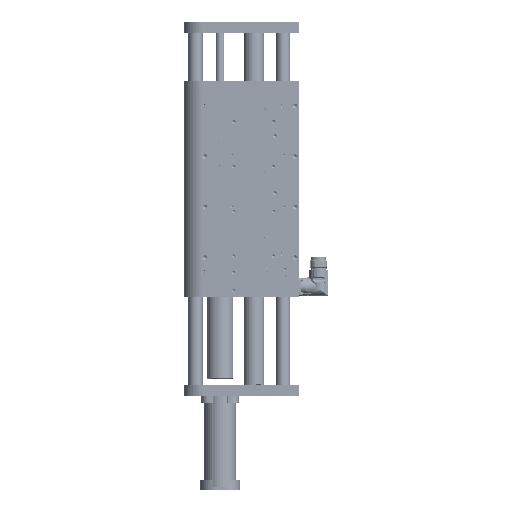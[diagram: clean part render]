
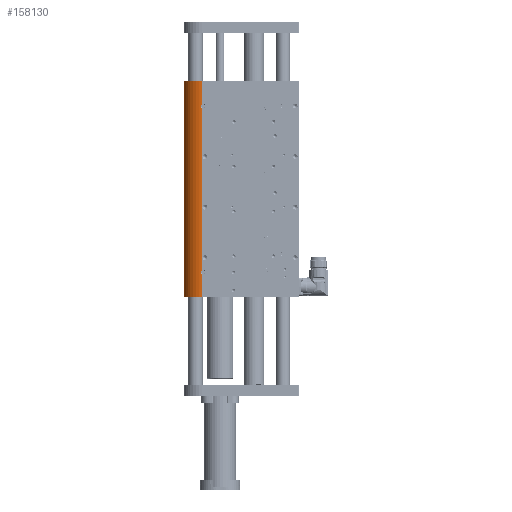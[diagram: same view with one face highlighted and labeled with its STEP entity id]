
A CAD part, left-side view. The second image highlights one B-rep face of the part: STEP entity #158130.
In plain terms, the highlighted cylindrical face has radius 25 mm (diameter 50 mm), a partial arc.
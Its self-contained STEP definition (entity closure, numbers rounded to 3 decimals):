
#1193 = CIRCLE ( 'NONE', #156160, 25. ) ;
#1261 = CARTESIAN_POINT ( 'NONE',  ( 25., 72., 0. ) ) ;
#1543 = CARTESIAN_POINT ( 'NONE',  ( -24.982, 72.964, 266.244 ) ) ;
#2345 = CARTESIAN_POINT ( 'NONE',  ( -24.982, 72.963, 262.756 ) ) ;
#5915 = CARTESIAN_POINT ( 'NONE',  ( -25., 72., 261.873 ) ) ;
#6736 = ORIENTED_EDGE ( 'NONE', *, *, #151784, .T. ) ;
#12807 = CARTESIAN_POINT ( 'NONE',  ( 0., 72., 299. ) ) ;
#14520 = ORIENTED_EDGE ( 'NONE', *, *, #137322, .F. ) ;
#15128 = VERTEX_POINT ( 'NONE', #31163 ) ;
#15683 = AXIS2_PLACEMENT_3D ( 'NONE', #156206, #43578, #144673 ) ;
#20006 = DIRECTION ( 'NONE',  ( 0., 0., -1. ) ) ;
#20773 = CARTESIAN_POINT ( 'NONE',  ( -25., 72., 37.127 ) ) ;
#24576 = VECTOR ( 'NONE', #31545, 1000. ) ;
#26167 = ORIENTED_EDGE ( 'NONE', *, *, #145774, .F. ) ;
#27073 = CARTESIAN_POINT ( 'NONE',  ( -24.997, 72.441, 266.831 ) ) ;
#28679 = CARTESIAN_POINT ( 'NONE',  ( -24.965, 73.317, 265.537 ) ) ;
#30705 = CARTESIAN_POINT ( 'NONE',  ( -24.956, 73.481, 34.632 ) ) ;
#31163 = CARTESIAN_POINT ( 'NONE',  ( -25., 72., 31.873 ) ) ;
#31544 = CARTESIAN_POINT ( 'NONE',  ( -24.971, 73.22, 33.218 ) ) ;
#31545 = DIRECTION ( 'NONE',  ( 0., 0., -1. ) ) ;
#32003 = EDGE_CURVE ( 'NONE', #79242, #76578, #108739, .T. ) ;
#32335 = CARTESIAN_POINT ( 'NONE',  ( -24.96, 73.415, 35.155 ) ) ;
#33172 = CARTESIAN_POINT ( 'NONE',  ( -24.965, 73.317, 35.537 ) ) ;
#34100 = CIRCLE ( 'NONE', #15683, 25. ) ;
#37193 = EDGE_CURVE ( 'NONE', #15128, #107012, #131392, .T. ) ;
#37799 = CARTESIAN_POINT ( 'NONE',  ( -24.956, 73.481, 264.632 ) ) ;
#39436 = CARTESIAN_POINT ( 'NONE',  ( -24.988, 72.807, 262.545 ) ) ;
#41055 = CARTESIAN_POINT ( 'NONE',  ( -25., 72., 299. ) ) ;
#41899 = EDGE_CURVE ( 'NONE', #15128, #145782, #89454, .T. ) ;
#43044 = CARTESIAN_POINT ( 'NONE',  ( -24.97, 73.221, 35.78 ) ) ;
#43578 = DIRECTION ( 'NONE',  ( 0., 0., 1. ) ) ;
#43860 = CARTESIAN_POINT ( 'NONE',  ( 25., 72., 299. ) ) ;
#44679 = CARTESIAN_POINT ( 'NONE',  ( -24.982, 72.963, 32.756 ) ) ;
#50102 = CARTESIAN_POINT ( 'NONE',  ( -24.97, 73.221, 265.78 ) ) ;
#54620 = CARTESIAN_POINT ( 'NONE',  ( -25., 72., 299. ) ) ;
#55371 = CARTESIAN_POINT ( 'NONE',  ( -24.958, 73.44, 35.024 ) ) ;
#55589 = ORIENTED_EDGE ( 'NONE', *, *, #41899, .F. ) ;
#57816 = CARTESIAN_POINT ( 'NONE',  ( -25., 72.23, 36.996 ) ) ;
#59991 = VECTOR ( 'NONE', #20006, 1000. ) ;
#61554 = ORIENTED_EDGE ( 'NONE', *, *, #37193, .T. ) ;
#63083 = DIRECTION ( 'NONE',  ( 0., 0., 1. ) ) ;
#70143 = CARTESIAN_POINT ( 'NONE',  ( -24.988, 72.807, 36.455 ) ) ;
#70204 = CARTESIAN_POINT ( 'NONE',  ( -25., 72., 0. ) ) ;
#70941 = CARTESIAN_POINT ( 'NONE',  ( -24.957, 73.473, 34.762 ) ) ;
#76578 = VERTEX_POINT ( 'NONE', #137788 ) ;
#77186 = CARTESIAN_POINT ( 'NONE',  ( -25., 72., 267.127 ) ) ;
#77991 = CARTESIAN_POINT ( 'NONE',  ( -24.988, 72.807, 266.455 ) ) ;
#78306 = CARTESIAN_POINT ( 'NONE',  ( 0., 72., 299. ) ) ;
#79242 = VERTEX_POINT ( 'NONE', #5915 ) ;
#80044 = LINE ( 'NONE', #82444, #59991 ) ;
#82385 = CARTESIAN_POINT ( 'NONE',  ( -24.982, 72.964, 36.244 ) ) ;
#82444 = CARTESIAN_POINT ( 'NONE',  ( -25., 72., 299. ) ) ;
#83712 = EDGE_LOOP ( 'NONE', ( #55589, #61554, #26167, #98181, #14520, #157345, #6736, #159625 ) ) ;
#87803 = CARTESIAN_POINT ( 'NONE',  ( -25., 72.23, 266.996 ) ) ;
#89439 = CARTESIAN_POINT ( 'NONE',  ( -24.965, 73.317, 263.464 ) ) ;
#89454 = LINE ( 'NONE', #41055, #119795 ) ;
#93462 = EDGE_CURVE ( 'NONE', #135931, #161407, #1193, .T. ) ;
#93926 = CARTESIAN_POINT ( 'NONE',  ( -25., 72.229, 32.004 ) ) ;
#94726 = CARTESIAN_POINT ( 'NONE',  ( -24.958, 73.448, 33.973 ) ) ;
#98181 = ORIENTED_EDGE ( 'NONE', *, *, #32003, .T. ) ;
#104308 = DIRECTION ( 'NONE',  ( 0., 0., -1. ) ) ;
#107012 = VERTEX_POINT ( 'NONE', #134973 ) ;
#108737 = CARTESIAN_POINT ( 'NONE',  ( -24.997, 72.441, 36.831 ) ) ;
#108739 = B_SPLINE_CURVE_WITH_KNOTS ( 'NONE', 3,
 ( #151207, #112532, #162680, #39436, #2345, #114140, #89439, #140483, #141293, #37799, #139661, #127315, #138866, #28679, #50102, #1543, #77991, #27073, #87803, #77186 ),
 .UNSPECIFIED., .F., .F.,
 ( 4, 2, 2, 2, 2, 2, 2, 2, 2, 4 ),
 ( 0., 0.001, 0.002, 0.003, 0.003, 0.004, 0.004, 0.005, 0.006, 0.006 ),
 .UNSPECIFIED. ) ;
#112532 = CARTESIAN_POINT ( 'NONE',  ( -25., 72.229, 262.004 ) ) ;
#113126 = DIRECTION ( 'NONE',  ( 1., 0., 0. ) ) ;
#114140 = CARTESIAN_POINT ( 'NONE',  ( -24.971, 73.22, 263.218 ) ) ;
#116885 = CYLINDRICAL_SURFACE ( 'NONE', #153116, 25. ) ;
#117716 = DIRECTION ( 'NONE',  ( -1., 0., 0. ) ) ;
#118616 = CARTESIAN_POINT ( 'NONE',  ( -25., 72., 31.873 ) ) ;
#119428 = CARTESIAN_POINT ( 'NONE',  ( -24.965, 73.317, 33.464 ) ) ;
#119795 = VECTOR ( 'NONE', #104308, 1000. ) ;
#125182 = CARTESIAN_POINT ( 'NONE',  ( 25., 72., 299. ) ) ;
#126452 = LINE ( 'NONE', #138811, #154103 ) ;
#127315 = CARTESIAN_POINT ( 'NONE',  ( -24.958, 73.44, 265.024 ) ) ;
#129235 = FACE_OUTER_BOUND ( 'NONE', #83712, .T. ) ;
#131392 = B_SPLINE_CURVE_WITH_KNOTS ( 'NONE', 3,
 ( #118616, #93926, #144126, #158917, #44679, #31544, #119428, #94726, #144917, #30705, #70941, #55371, #32335, #33172, #43044, #82385, #70143, #108737, #57816, #20773 ),
 .UNSPECIFIED., .F., .F.,
 ( 4, 2, 2, 2, 2, 2, 2, 2, 2, 4 ),
 ( 0., 0.001, 0.002, 0.003, 0.003, 0.004, 0.004, 0.005, 0.006, 0.006 ),
 .UNSPECIFIED. ) ;
#131653 = DIRECTION ( 'NONE',  ( 0., 0., -1. ) ) ;
#132451 = VERTEX_POINT ( 'NONE', #1261 ) ;
#134973 = CARTESIAN_POINT ( 'NONE',  ( -25., 72., 37.127 ) ) ;
#135931 = VERTEX_POINT ( 'NONE', #125182 ) ;
#137322 = EDGE_CURVE ( 'NONE', #161407, #76578, #126452, .T. ) ;
#137788 = CARTESIAN_POINT ( 'NONE',  ( -25., 72., 267.127 ) ) ;
#138811 = CARTESIAN_POINT ( 'NONE',  ( -25., 72., 299. ) ) ;
#138866 = CARTESIAN_POINT ( 'NONE',  ( -24.96, 73.415, 265.155 ) ) ;
#139661 = CARTESIAN_POINT ( 'NONE',  ( -24.957, 73.473, 264.762 ) ) ;
#140483 = CARTESIAN_POINT ( 'NONE',  ( -24.958, 73.448, 263.973 ) ) ;
#140521 = EDGE_CURVE ( 'NONE', #132451, #145782, #34100, .T. ) ;
#141293 = CARTESIAN_POINT ( 'NONE',  ( -24.956, 73.481, 264.239 ) ) ;
#144126 = CARTESIAN_POINT ( 'NONE',  ( -24.997, 72.438, 32.166 ) ) ;
#144673 = DIRECTION ( 'NONE',  ( 1., 0., 0. ) ) ;
#144917 = CARTESIAN_POINT ( 'NONE',  ( -24.956, 73.481, 34.239 ) ) ;
#145774 = EDGE_CURVE ( 'NONE', #79242, #107012, #80044, .T. ) ;
#145782 = VERTEX_POINT ( 'NONE', #70204 ) ;
#151154 = DIRECTION ( 'NONE',  ( 0., 0., -1. ) ) ;
#151207 = CARTESIAN_POINT ( 'NONE',  ( -25., 72., 261.873 ) ) ;
#151784 = EDGE_CURVE ( 'NONE', #135931, #132451, #156475, .T. ) ;
#153116 = AXIS2_PLACEMENT_3D ( 'NONE', #78306, #131653, #117716 ) ;
#154103 = VECTOR ( 'NONE', #151154, 1000. ) ;
#156160 = AXIS2_PLACEMENT_3D ( 'NONE', #12807, #63083, #113126 ) ;
#156206 = CARTESIAN_POINT ( 'NONE',  ( 0., 72., 0. ) ) ;
#156475 = LINE ( 'NONE', #43860, #24576 ) ;
#157345 = ORIENTED_EDGE ( 'NONE', *, *, #93462, .F. ) ;
#158130 = ADVANCED_FACE ( 'NONE', ( #129235 ), #116885, .T. ) ;
#158917 = CARTESIAN_POINT ( 'NONE',  ( -24.988, 72.807, 32.545 ) ) ;
#159625 = ORIENTED_EDGE ( 'NONE', *, *, #140521, .T. ) ;
#161407 = VERTEX_POINT ( 'NONE', #54620 ) ;
#162680 = CARTESIAN_POINT ( 'NONE',  ( -24.997, 72.438, 262.166 ) ) ;
